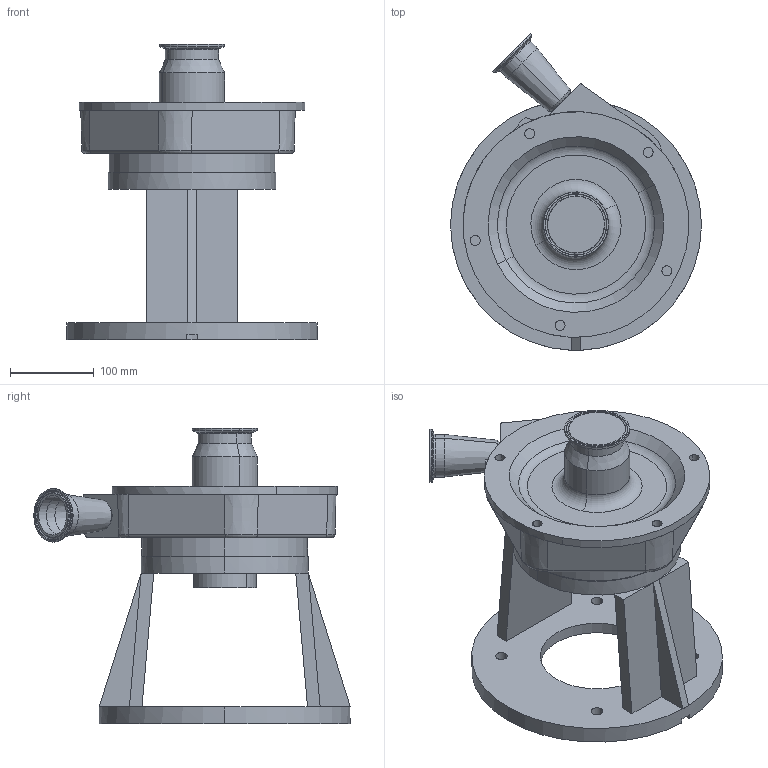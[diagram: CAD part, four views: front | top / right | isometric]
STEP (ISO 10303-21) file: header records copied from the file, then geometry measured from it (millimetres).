
FILE_DESCRIPTION (( 'STEP AP214' ), '1' );
FILE_NAME ('FPX 1741-1742 280TSC 45L.STEP', '2022-12-16T15:51:02', ( '' ), ( '' ), 'SwSTEP 2.0', 'SolidWorks 2021', '' );
FILE_SCHEMA (( 'AUTOMOTIVE_DESIGN' ));
Length unit declared in the file: millimetre
Products named in the file (2): FPX 1740 280TSC 45L ^1275000086.STEP; FPX 1741-1742 280TSC 45L
Assembly tree (1 placements, depth 2):
  FPX 1741-1742 280TSC 45L
    FPX 1740 280TSC 45L ^1275000086.STEP
Bounding box: 300 x 378.36 x 353 mm (x, y, z)
Volume: 5222836.8 mm3; surface area: 606892.2 mm2
Topology: 1 solids, 6 shells, 228 faces, 498 edges, 306 vertices
Faces by surface type: cylinder 84, plane 78, cone 33, torus 31, bspline 1, sphere 1
Entity records: 6395 total; most frequent: DIRECTION 1242, CARTESIAN_POINT 1081, ORIENTED_EDGE 996, AXIS2_PLACEMENT_3D 520, EDGE_CURVE 498, VERTEX_POINT 306, CIRCLE 289, EDGE_LOOP 264
